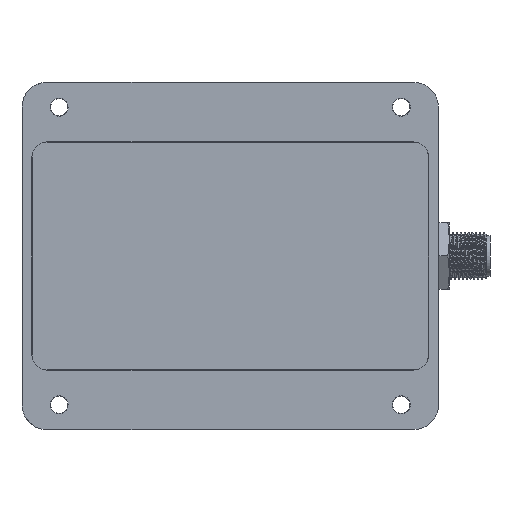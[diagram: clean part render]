
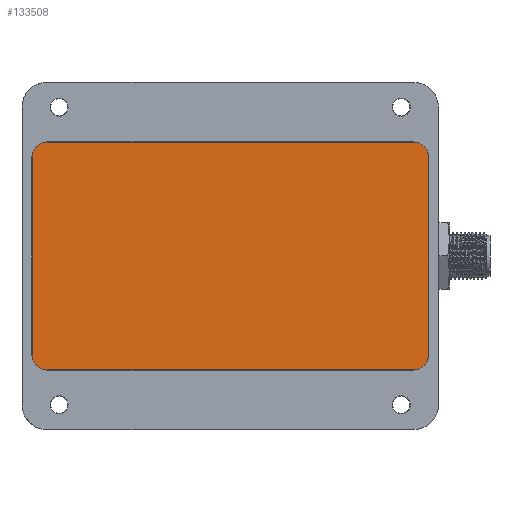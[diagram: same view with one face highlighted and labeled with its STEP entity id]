
A CAD part, front view. The second image highlights one B-rep face of the part: STEP entity #133508.
In plain terms, the highlighted planar face has unit normal (0, -1, 0).
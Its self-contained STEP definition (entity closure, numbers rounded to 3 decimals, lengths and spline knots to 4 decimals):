
#41856=DIRECTION('',(0.,0.,-1.));
#41857=VECTOR('',#41856,1.9956);
#41858=CARTESIAN_POINT('',(1.9978,0.125,0.9978));
#41859=LINE('',#41858,#41857);
#41868=CARTESIAN_POINT('',(1.9978,0.125,-0.9978));
#41869=CARTESIAN_POINT('',(1.9978,0.125,-1.0103));
#41870=CARTESIAN_POINT('',(1.9948,0.125,-1.0324));
#41871=CARTESIAN_POINT('',(1.982,0.125,-1.0695));
#41872=CARTESIAN_POINT('',(1.956,0.125,-1.106));
#41873=CARTESIAN_POINT('',(1.9195,0.125,-1.132));
#41874=CARTESIAN_POINT('',(1.8824,0.125,-1.1448));
#41875=CARTESIAN_POINT('',(1.8603,0.125,-1.1478));
#41876=CARTESIAN_POINT('',(1.8478,0.125,-1.1478));
#41878=DIRECTION('',(1.,0.,0.));
#41879=VECTOR('',#41878,3.6957);
#41880=CARTESIAN_POINT('',(-1.8478,0.125,-1.1478));
#41881=LINE('',#41880,#41879);
#41890=CARTESIAN_POINT('',(-1.9978,0.125,-0.9978));
#41891=CARTESIAN_POINT('',(-1.9978,0.125,-1.0103));
#41892=CARTESIAN_POINT('',(-1.9948,0.125,-1.0324));
#41893=CARTESIAN_POINT('',(-1.982,0.125,-1.0695));
#41894=CARTESIAN_POINT('',(-1.956,0.125,-1.106));
#41895=CARTESIAN_POINT('',(-1.9195,0.125,-1.132));
#41896=CARTESIAN_POINT('',(-1.8824,0.125,-1.1448));
#41897=CARTESIAN_POINT('',(-1.8603,0.125,-1.1478));
#41898=CARTESIAN_POINT('',(-1.8478,0.125,-1.1478));
#41900=DIRECTION('',(0.,0.,-1.));
#41901=VECTOR('',#41900,1.9956);
#41902=CARTESIAN_POINT('',(-1.9978,0.125,0.9978));
#41903=LINE('',#41902,#41901);
#41912=CARTESIAN_POINT('',(-1.9978,0.125,0.9978));
#41913=CARTESIAN_POINT('',(-1.9978,0.125,1.0103));
#41914=CARTESIAN_POINT('',(-1.9948,0.125,1.0324));
#41915=CARTESIAN_POINT('',(-1.982,0.125,1.0695));
#41916=CARTESIAN_POINT('',(-1.956,0.125,1.106));
#41917=CARTESIAN_POINT('',(-1.9195,0.125,1.132));
#41918=CARTESIAN_POINT('',(-1.8824,0.125,1.1448));
#41919=CARTESIAN_POINT('',(-1.8603,0.125,1.1478));
#41920=CARTESIAN_POINT('',(-1.8478,0.125,1.1478));
#41922=DIRECTION('',(-1.,0.,0.));
#41923=VECTOR('',#41922,3.6957);
#41924=CARTESIAN_POINT('',(1.8478,0.125,1.1478));
#41925=LINE('',#41924,#41923);
#41934=CARTESIAN_POINT('',(1.9978,0.125,0.9978));
#41935=CARTESIAN_POINT('',(1.9978,0.125,1.0103));
#41936=CARTESIAN_POINT('',(1.9948,0.125,1.0324));
#41937=CARTESIAN_POINT('',(1.982,0.125,1.0695));
#41938=CARTESIAN_POINT('',(1.956,0.125,1.106));
#41939=CARTESIAN_POINT('',(1.9195,0.125,1.132));
#41940=CARTESIAN_POINT('',(1.8824,0.125,1.1448));
#41941=CARTESIAN_POINT('',(1.8603,0.125,1.1478));
#41942=CARTESIAN_POINT('',(1.8478,0.125,1.1478));
#47553=CARTESIAN_POINT('',(1.9978,0.125,0.9978));
#47554=CARTESIAN_POINT('',(1.9978,0.125,-0.9978));
#47555=VERTEX_POINT('',#47553);
#47556=VERTEX_POINT('',#47554);
#47557=CARTESIAN_POINT('',(-1.9978,0.125,0.9978));
#47558=CARTESIAN_POINT('',(-1.9978,0.125,-0.9978));
#47559=VERTEX_POINT('',#47557);
#47560=VERTEX_POINT('',#47558);
#47561=CARTESIAN_POINT('',(1.8478,0.125,1.1478));
#47562=CARTESIAN_POINT('',(-1.8478,0.125,1.1478));
#47563=VERTEX_POINT('',#47561);
#47564=VERTEX_POINT('',#47562);
#47565=CARTESIAN_POINT('',(-1.8478,0.125,-1.1478));
#47566=CARTESIAN_POINT('',(1.8478,0.125,-1.1478));
#47567=VERTEX_POINT('',#47565);
#47568=VERTEX_POINT('',#47566);
#133486=CARTESIAN_POINT('',(0.,0.125,0.));
#133487=DIRECTION('',(0.,1.,0.));
#133488=DIRECTION('',(1.,0.,0.));
#133489=AXIS2_PLACEMENT_3D('',#133486,#133487,#133488);
#133490=PLANE('',#133489);
#133491=ORIENTED_EDGE('',*,*,#133469,.T.);
#133493=ORIENTED_EDGE('',*,*,#133492,.T.);
#133495=ORIENTED_EDGE('',*,*,#133494,.F.);
#133497=ORIENTED_EDGE('',*,*,#133496,.F.);
#133499=ORIENTED_EDGE('',*,*,#133498,.F.);
#133501=ORIENTED_EDGE('',*,*,#133500,.T.);
#133503=ORIENTED_EDGE('',*,*,#133502,.F.);
#133505=ORIENTED_EDGE('',*,*,#133504,.F.);
#133506=EDGE_LOOP('',(#133491,#133493,#133495,#133497,#133499,#133501,#133503,
#133505));
#133507=FACE_OUTER_BOUND('',#133506,.F.);
#41877=B_SPLINE_CURVE_WITH_KNOTS('',3,(#41868,#41869,#41870,#41871,#41872,
#41873,#41874,#41875,#41876),.UNSPECIFIED.,.F.,.F.,(4,1,1,1,1,1,4),(0.,
0.125,0.25,0.5,0.75,0.875,1.),.UNSPECIFIED.);
#41899=B_SPLINE_CURVE_WITH_KNOTS('',3,(#41890,#41891,#41892,#41893,#41894,
#41895,#41896,#41897,#41898),.UNSPECIFIED.,.F.,.F.,(4,1,1,1,1,1,4),(0.,
0.125,0.25,0.5,0.75,0.875,1.),.UNSPECIFIED.);
#41921=B_SPLINE_CURVE_WITH_KNOTS('',3,(#41912,#41913,#41914,#41915,#41916,
#41917,#41918,#41919,#41920),.UNSPECIFIED.,.F.,.F.,(4,1,1,1,1,1,4),(0.,
0.125,0.25,0.5,0.75,0.875,1.),.UNSPECIFIED.);
#41943=B_SPLINE_CURVE_WITH_KNOTS('',3,(#41934,#41935,#41936,#41937,#41938,
#41939,#41940,#41941,#41942),.UNSPECIFIED.,.F.,.F.,(4,1,1,1,1,1,4),(0.,
0.125,0.25,0.5,0.75,0.875,1.),.UNSPECIFIED.);
#133469=EDGE_CURVE('',#47555,#47556,#41859,.T.);
#133492=EDGE_CURVE('',#47556,#47568,#41877,.T.);
#133494=EDGE_CURVE('',#47567,#47568,#41881,.T.);
#133496=EDGE_CURVE('',#47560,#47567,#41899,.T.);
#133498=EDGE_CURVE('',#47559,#47560,#41903,.T.);
#133500=EDGE_CURVE('',#47559,#47564,#41921,.T.);
#133502=EDGE_CURVE('',#47563,#47564,#41925,.T.);
#133504=EDGE_CURVE('',#47555,#47563,#41943,.T.);
#133508=ADVANCED_FACE('',(#133507),#133490,.F.);
